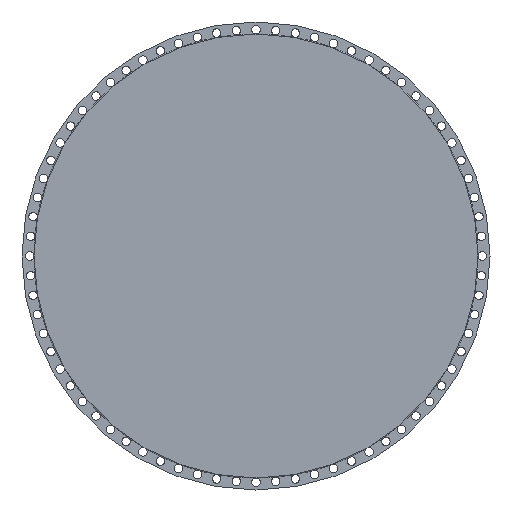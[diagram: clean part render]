
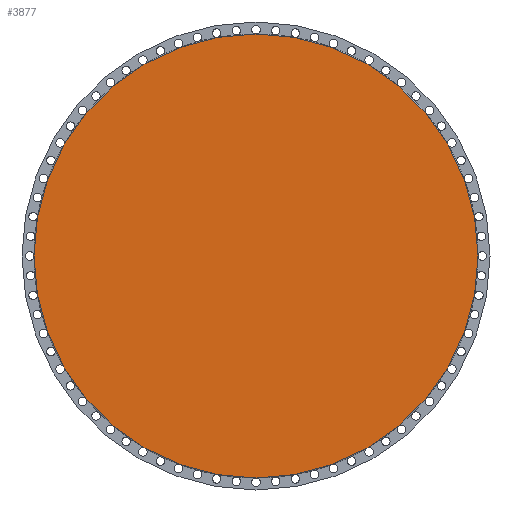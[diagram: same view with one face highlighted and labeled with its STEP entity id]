
A CAD part, left-side view. The second image highlights one B-rep face of the part: STEP entity #3877.
In plain terms, the highlighted planar face has unit normal (-1, 0, 0).
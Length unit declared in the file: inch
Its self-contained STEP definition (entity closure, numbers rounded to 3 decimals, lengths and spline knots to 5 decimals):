
#12 = DIRECTION ( 'NONE',  ( -1., 0., 0. ) ) ;
#72 = ORIENTED_EDGE ( 'NONE', *, *, #4666, .T. ) ;
#570 = FACE_OUTER_BOUND ( 'NONE', #4844, .T. ) ;
#698 = DIRECTION ( 'NONE',  ( -1., 0., 0. ) ) ;
#967 = AXIS2_PLACEMENT_3D ( 'NONE', #1015, #12, #2493 ) ;
#1015 = CARTESIAN_POINT ( 'NONE',  ( 0., 0., 0. ) ) ;
#1740 = AXIS2_PLACEMENT_3D ( 'NONE', #2389, #6056, #1881 ) ;
#1881 = DIRECTION ( 'NONE',  ( 0., 0., 1. ) ) ;
#2181 = DIRECTION ( 'NONE',  ( 0., 0., 1. ) ) ;
#2389 = CARTESIAN_POINT ( 'NONE',  ( 0., 0., 0. ) ) ;
#2493 = DIRECTION ( 'NONE',  ( 0., 0., 1. ) ) ;
#2778 = VERTEX_POINT ( 'NONE', #3908 ) ;
#3296 = VERTEX_POINT ( 'NONE', #3805 ) ;
#3703 = ORIENTED_EDGE ( 'NONE', *, *, #6664, .T. ) ;
#3790 = CIRCLE ( 'NONE', #1740, 35.8125 ) ;
#3805 = CARTESIAN_POINT ( 'NONE',  ( 0., 0., 35.8125 ) ) ;
#3877 = ADVANCED_FACE ( 'NONE', ( #570 ), #4712, .T. ) ;
#3908 = CARTESIAN_POINT ( 'NONE',  ( 0., 0., -35.8125 ) ) ;
#4204 = CARTESIAN_POINT ( 'NONE',  ( 0., 0., 0. ) ) ;
#4666 = EDGE_CURVE ( 'NONE', #3296, #2778, #6155, .T. ) ;
#4712 = PLANE ( 'NONE',  #4846 ) ;
#4844 = EDGE_LOOP ( 'NONE', ( #72, #3703 ) ) ;
#4846 = AXIS2_PLACEMENT_3D ( 'NONE', #4204, #698, #2181 ) ;
#6056 = DIRECTION ( 'NONE',  ( -1., 0., 0. ) ) ;
#6155 = CIRCLE ( 'NONE', #967, 35.8125 ) ;
#6664 = EDGE_CURVE ( 'NONE', #2778, #3296, #3790, .T. ) ;
